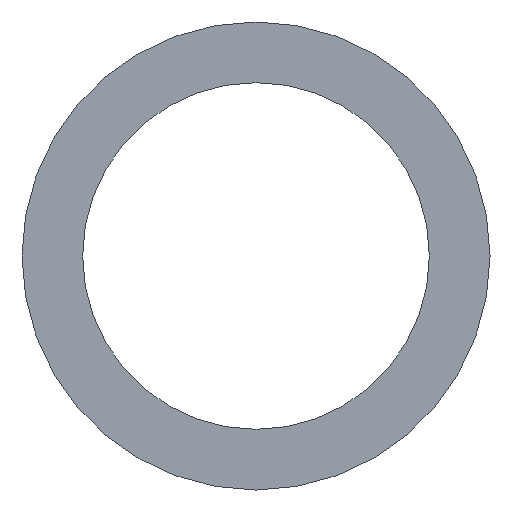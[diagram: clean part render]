
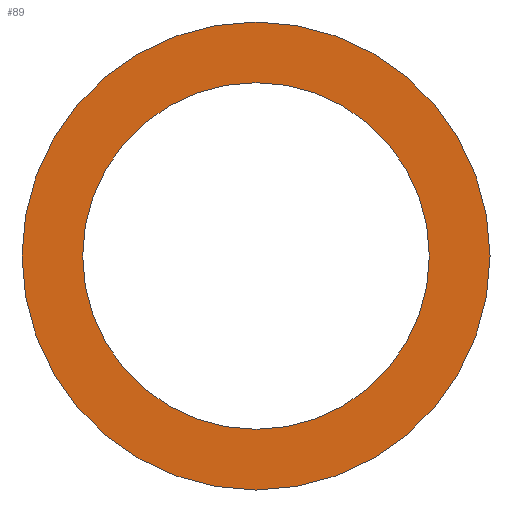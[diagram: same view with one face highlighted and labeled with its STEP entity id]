
A CAD part, front view. The second image highlights one B-rep face of the part: STEP entity #89.
In plain terms, the highlighted planar face has unit normal (0, -1, 0).
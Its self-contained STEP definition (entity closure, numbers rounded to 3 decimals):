
#17=FACE_BOUND('',#35,.T.);
#20=PLANE('',#115);
#26=FACE_OUTER_BOUND('',#34,.T.);
#34=EDGE_LOOP('',(#79));
#35=EDGE_LOOP('',(#80));
#43=CIRCLE('',#106,6.75);
#46=CIRCLE('',#111,5.);
#49=VERTEX_POINT('',#149);
#52=VERTEX_POINT('',#158);
#56=EDGE_CURVE('',#49,#49,#43,.T.);
#60=EDGE_CURVE('',#52,#52,#46,.T.);
#79=ORIENTED_EDGE('',*,*,#56,.T.);
#80=ORIENTED_EDGE('',*,*,#60,.F.);
#89=ADVANCED_FACE('',(#26,#17),#20,.F.);
#106=AXIS2_PLACEMENT_3D('',#151,#123,#124);
#111=AXIS2_PLACEMENT_3D('',#160,#134,#135);
#115=AXIS2_PLACEMENT_3D('',#166,#143,#144);
#123=DIRECTION('center_axis',(0.,-1.,0.));
#124=DIRECTION('ref_axis',(1.,0.,0.));
#134=DIRECTION('center_axis',(0.,-1.,0.));
#135=DIRECTION('ref_axis',(1.,0.,0.));
#143=DIRECTION('center_axis',(0.,1.,0.));
#144=DIRECTION('ref_axis',(1.,0.,0.));
#149=CARTESIAN_POINT('',(-6.75,0.,0.));
#151=CARTESIAN_POINT('Origin',(0.,0.,0.));
#158=CARTESIAN_POINT('',(-5.,0.,0.));
#160=CARTESIAN_POINT('Origin',(0.,0.,0.));
#166=CARTESIAN_POINT('Origin',(0.,0.,0.));
